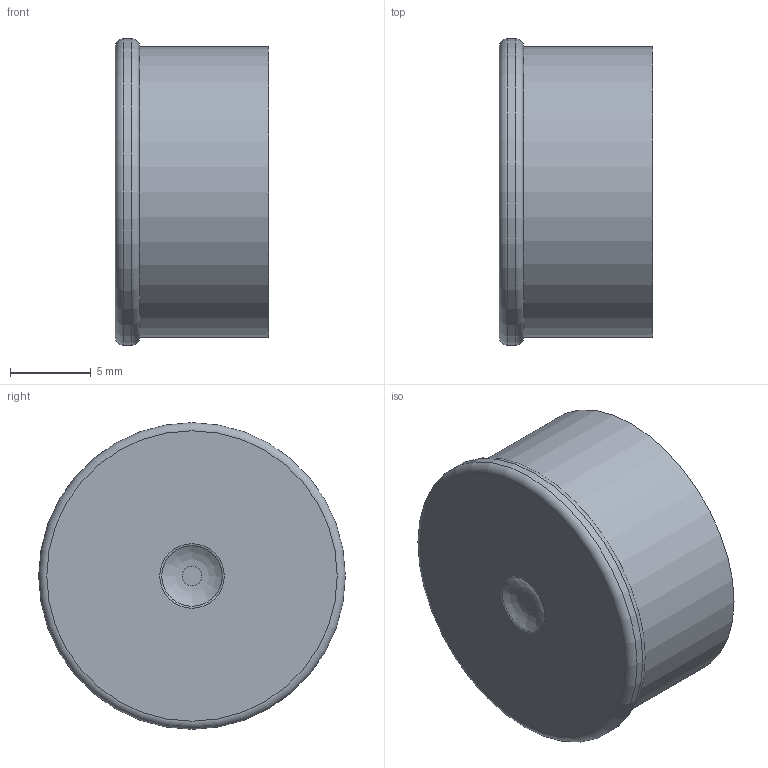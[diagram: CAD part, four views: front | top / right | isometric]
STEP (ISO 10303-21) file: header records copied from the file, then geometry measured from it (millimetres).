
FILE_DESCRIPTION(/* description */ (''),/* implementation_level */ '2;1');
FILE_NAME(/* name */ '',/* time_stamp */ '2016-11-14T11:00:18+01:00',/* author */ (''),/* organization */ ('Franz Binder GmbH & Co.'),/* preprocessor_version */ 'ST-DEVELOPER v14',/* originating_system */ 'SIEMENS PLM Software NX 8.0',/* authorisation */ '');
FILE_SCHEMA (('AUTOMOTIVE_DESIGN { 1 0 10303 214 3 1 1 1 }'));
Length unit declared in the file: millimetre
Products named in the file (1): sgro1124802Cmma2
Bounding box: 9.5 x 19 x 19 mm (x, y, z)
Volume: 866.3 mm3; surface area: 1495.2 mm2
Topology: 1 solids, 1 shells, 18 faces, 34 edges, 21 vertices
Faces by surface type: torus 7, plane 5, cylinder 4, bspline 2
Full cylindrical faces by diameter (mm): 16 x2, 18 x1, 19 x1
Entity records: 432 total; most frequent: CARTESIAN_POINT 107, DIRECTION 68, EDGE_LOOP 34, ORIENTED_EDGE 34, AXIS2_PLACEMENT_3D 34, FACE_BOUND 32, ADVANCED_FACE 18, VERTEX_POINT 17
